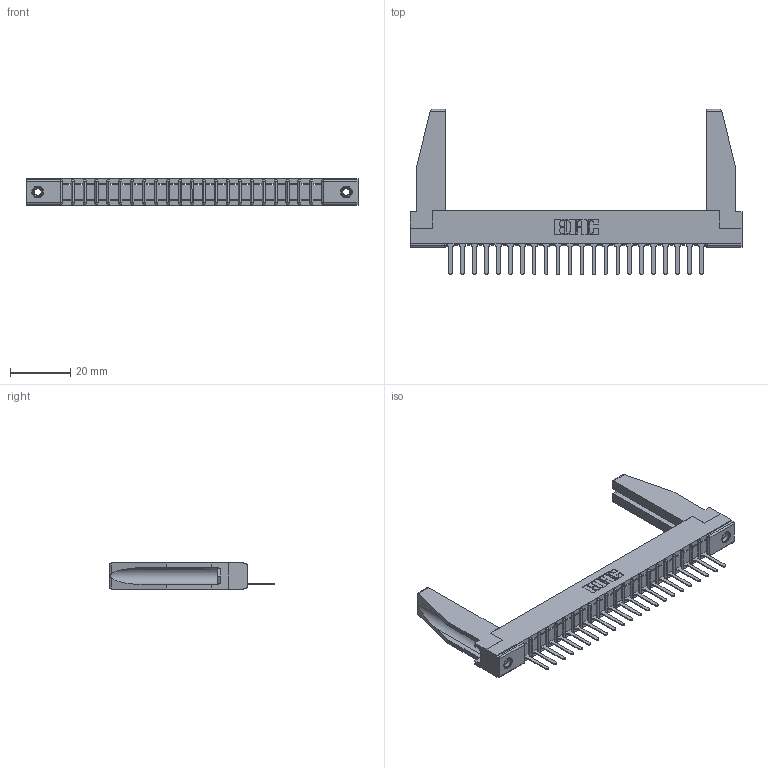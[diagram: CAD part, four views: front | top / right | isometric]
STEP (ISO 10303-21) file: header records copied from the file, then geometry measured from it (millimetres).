
FILE_DESCRIPTION (( 'STEP AP203' ), '1' );
FILE_NAME ('357-022-527-178.STEP', '2019-09-14T00:00:52', ( '' ), ( '' ), 'SwSTEP 2.0', 'SolidWorks 2016', '' );
FILE_SCHEMA (( 'CONFIG_CONTROL_DESIGN' ));
Length unit declared in the file: inch
Products named in the file (5): 345-250-001_345-250-001-102; 307 Part_.156 Dia Mounting Holes; 357-022-527-178; 307-220-078; 307-290-001_527
Assembly tree (27 placements, depth 2):
  357-022-527-178
    307 Part_.156 Dia Mounting Holes
    307-290-001_527  x22
    307-220-078  x2
    345-250-001_345-250-001-102  x2
Bounding box: 110.19 x 54.81 x 8.71 mm (x, y, z)
Volume: 10964.2 mm3; surface area: 14708.7 mm2
Topology: 27 solids, 27 shells, 1503 faces, 4217 edges, 2710 vertices
Faces by surface type: plane 968, cylinder 473, sphere 46, cone 12, torus 4
Entity records: 23733 total; most frequent: CARTESIAN_POINT 3990, ORIENTED_EDGE 3932, DIRECTION 3848, EDGE_CURVE 1966, LINE 1504, VECTOR 1504, VERTEX_POINT 1272, AXIS2_PLACEMENT_3D 1172
